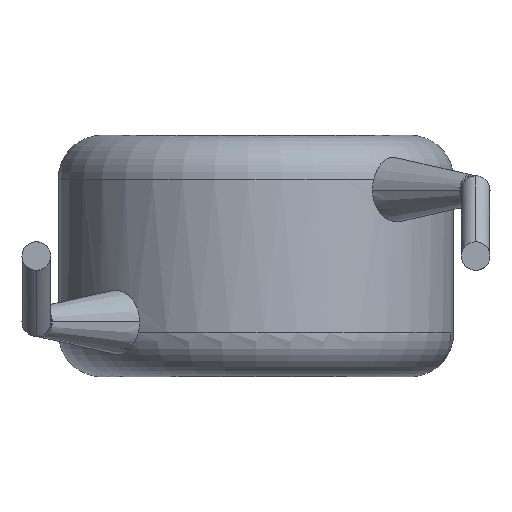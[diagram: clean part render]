
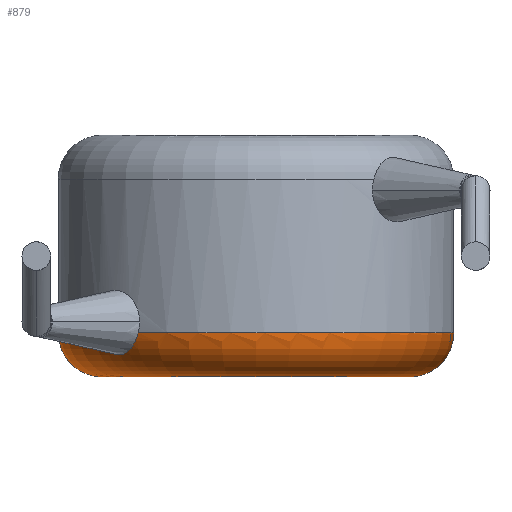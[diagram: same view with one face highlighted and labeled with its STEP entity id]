
A CAD part, front view. The second image highlights one B-rep face of the part: STEP entity #879.
In plain terms, the highlighted toroidal (fillet/blend) face has major radius 3.5 mm and minor radius 1 mm.
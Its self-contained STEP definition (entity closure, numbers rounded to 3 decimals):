
#160 = VERTEX_POINT ( 'NONE', #363 ) ;
#181 = AXIS2_PLACEMENT_3D ( 'NONE', #2850, #3476, #2534 ) ;
#245 = CARTESIAN_POINT ( 'NONE',  ( -3.215, -2.963, 0.506 ) ) ;
#282 = CARTESIAN_POINT ( 'NONE',  ( -3.538, -2.732, 0.732 ) ) ;
#323 = VERTEX_POINT ( 'NONE', #3077 ) ;
#328 = CARTESIAN_POINT ( 'NONE',  ( -3.649, -2.634, 1. ) ) ;
#356 = EDGE_CURVE ( 'NONE', #961, #2280, #3285, .T. ) ;
#363 = CARTESIAN_POINT ( 'NONE',  ( -2.683, -3.613, 1. ) ) ;
#368 = TOROIDAL_SURFACE ( 'NONE', #2342, 3.5, 1. ) ;
#404 = CARTESIAN_POINT ( 'NONE',  ( 0., 0., 1. ) ) ;
#609 = ORIENTED_EDGE ( 'NONE', *, *, #2383, .F. ) ;
#693 = ORIENTED_EDGE ( 'NONE', *, *, #3714, .T. ) ;
#831 = CARTESIAN_POINT ( 'NONE',  ( 3.5, 0., 1. ) ) ;
#879 = ADVANCED_FACE ( 'NONE', ( #2155 ), #368, .T. ) ;
#880 = CARTESIAN_POINT ( 'NONE',  ( -2.778, -3.502, 0.733 ) ) ;
#925 = CARTESIAN_POINT ( 'NONE',  ( -2.917, -3.298, 0.557 ) ) ;
#961 = VERTEX_POINT ( 'NONE', #3290 ) ;
#1001 = VERTEX_POINT ( 'NONE', #328 ) ;
#1027 = CARTESIAN_POINT ( 'NONE',  ( 0., 0., 0. ) ) ;
#1064 = AXIS2_PLACEMENT_3D ( 'NONE', #1791, #1522, #4154 ) ;
#1169 = DIRECTION ( 'NONE',  ( 0., -1., 0. ) ) ;
#1177 = ORIENTED_EDGE ( 'NONE', *, *, #1614, .T. ) ;
#1250 = CARTESIAN_POINT ( 'NONE',  ( -3.649, -2.634, 1. ) ) ;
#1522 = DIRECTION ( 'NONE',  ( 0., 0., 1. ) ) ;
#1570 = CARTESIAN_POINT ( 'NONE',  ( -3.004, -3.176, 0.506 ) ) ;
#1589 = CARTESIAN_POINT ( 'NONE',  ( -2.683, -3.613, 1. ) ) ;
#1614 = EDGE_CURVE ( 'NONE', #160, #1001, #3260, .T. ) ;
#1791 = CARTESIAN_POINT ( 'NONE',  ( 0., 0., 1. ) ) ;
#1868 = AXIS2_PLACEMENT_3D ( 'NONE', #1027, #2393, #3391 ) ;
#1894 = DIRECTION ( 'NONE',  ( 1., 0., 0. ) ) ;
#2145 = DIRECTION ( 'NONE',  ( 1., 0., 0. ) ) ;
#2155 = FACE_OUTER_BOUND ( 'NONE', #3534, .T. ) ;
#2280 = VERTEX_POINT ( 'NONE', #3678 ) ;
#2315 = EDGE_CURVE ( 'NONE', #323, #961, #3934, .T. ) ;
#2317 = CIRCLE ( 'NONE', #4205, 4.5 ) ;
#2342 = AXIS2_PLACEMENT_3D ( 'NONE', #3864, #4202, #1894 ) ;
#2383 = EDGE_CURVE ( 'NONE', #2280, #1001, #2317, .T. ) ;
#2393 = DIRECTION ( 'NONE',  ( 0., 0., -1. ) ) ;
#2534 = DIRECTION ( 'NONE',  ( -1., 0., 0. ) ) ;
#2552 = AXIS2_PLACEMENT_3D ( 'NONE', #831, #1169, #2788 ) ;
#2585 = CARTESIAN_POINT ( 'NONE',  ( -3.337, -2.872, 0.557 ) ) ;
#2623 = ORIENTED_EDGE ( 'NONE', *, *, #2315, .F. ) ;
#2788 = DIRECTION ( 'NONE',  ( 0., 0., -1. ) ) ;
#2822 = CARTESIAN_POINT ( 'NONE',  ( 4.5, 0., 1. ) ) ;
#2850 = CARTESIAN_POINT ( 'NONE',  ( -3.5, 0., 1. ) ) ;
#2911 = ORIENTED_EDGE ( 'NONE', *, *, #356, .F. ) ;
#2989 = EDGE_CURVE ( 'NONE', #160, #3162, #4077, .T. ) ;
#3077 = CARTESIAN_POINT ( 'NONE',  ( 3.5, 0., 0. ) ) ;
#3091 = ORIENTED_EDGE ( 'NONE', *, *, #2989, .F. ) ;
#3113 = DIRECTION ( 'NONE',  ( 0., 0., 1. ) ) ;
#3162 = VERTEX_POINT ( 'NONE', #2822 ) ;
#3260 = B_SPLINE_CURVE_WITH_KNOTS ( 'NONE', 3,
 ( #1589, #3888, #880, #925, #1570, #245, #2585, #282, #3856, #1250 ),
 .UNSPECIFIED., .F., .F.,
 ( 4, 2, 2, 2, 4 ),
 ( 0., 0., 0.001, 0.001, 0.002 ),
 .UNSPECIFIED. ) ;
#3285 = CIRCLE ( 'NONE', #181, 1. ) ;
#3290 = CARTESIAN_POINT ( 'NONE',  ( -3.5, 0., 0. ) ) ;
#3391 = DIRECTION ( 'NONE',  ( 1., 0., 0. ) ) ;
#3476 = DIRECTION ( 'NONE',  ( 0., 1., 0. ) ) ;
#3534 = EDGE_LOOP ( 'NONE', ( #2911, #2623, #693, #3091, #1177, #609 ) ) ;
#3678 = CARTESIAN_POINT ( 'NONE',  ( -4.5, 0., 1. ) ) ;
#3695 = CIRCLE ( 'NONE', #2552, 1. ) ;
#3714 = EDGE_CURVE ( 'NONE', #323, #3162, #3695, .T. ) ;
#3856 = CARTESIAN_POINT ( 'NONE',  ( -3.617, -2.677, 0.857 ) ) ;
#3864 = CARTESIAN_POINT ( 'NONE',  ( 0., 0., 1. ) ) ;
#3888 = CARTESIAN_POINT ( 'NONE',  ( -2.726, -3.581, 0.858 ) ) ;
#3934 = CIRCLE ( 'NONE', #1868, 3.5 ) ;
#4077 = CIRCLE ( 'NONE', #1064, 4.5 ) ;
#4154 = DIRECTION ( 'NONE',  ( 1., 0., 0. ) ) ;
#4202 = DIRECTION ( 'NONE',  ( 0., 0., 1. ) ) ;
#4205 = AXIS2_PLACEMENT_3D ( 'NONE', #404, #3113, #2145 ) ;
